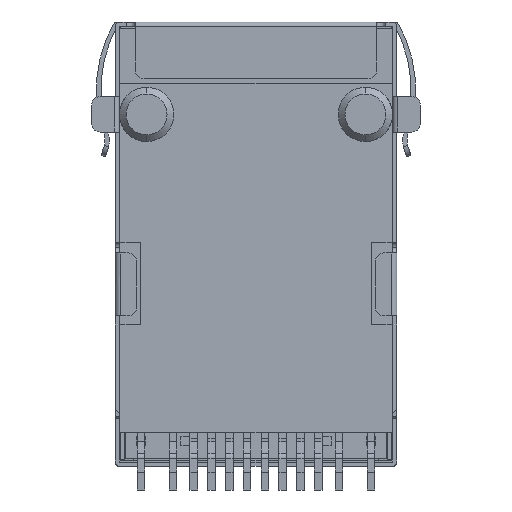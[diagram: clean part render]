
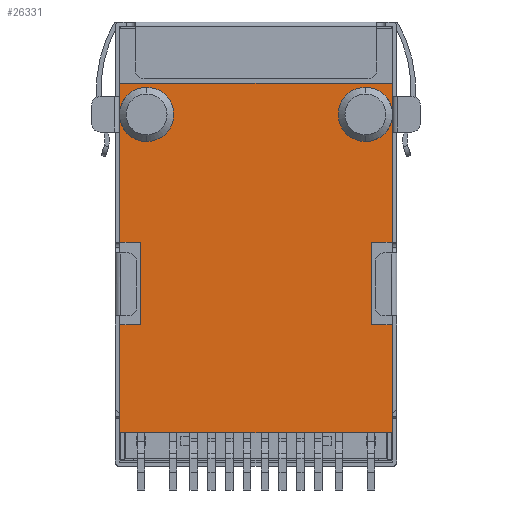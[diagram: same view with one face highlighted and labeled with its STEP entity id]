
A CAD part, front view. The second image highlights one B-rep face of the part: STEP entity #26331.
In plain terms, the highlighted planar face has unit normal (0, -1, 0).
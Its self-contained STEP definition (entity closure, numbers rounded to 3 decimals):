
#603=VECTOR ( 'NONE', #1455, 1000. );
#605=VECTOR ( 'NONE', #1328, 1000. );
#625=VECTOR ( 'NONE', #1310, 1000. );
#1310=DIRECTION ( 'NONE',  ( -1., 0., 0. ) );
#1315=DIRECTION ( 'NONE',  ( 0., -1., 0. ) );
#1328=DIRECTION ( 'NONE',  ( 1., 0., 0. ) );
#1329=DIRECTION ( 'NONE',  ( 0., 0., -1. ) );
#1339=DIRECTION ( 'NONE',  ( 0., 0., 1. ) );
#1347=DIRECTION ( 'NONE',  ( 0., 1., 0. ) );
#1455=DIRECTION ( 'NONE',  ( 1., 0., 0. ) );
#1531=DIRECTION ( 'NONE',  ( 0., 0., 1. ) );
#1854=DIRECTION ( 'NONE',  ( 0., -1., 0. ) );
#3478=EDGE_CURVE ( 'NONE', #30825, #5290, #22210, .T. );
#3479=EDGE_CURVE ( 'NONE', #30851, #30825, #22197, .T. );
#3480=EDGE_CURVE ( 'NONE', #30850, #30851, #22211, .T. );
#3481=EDGE_CURVE ( 'NONE', #30848, #30850, #22212, .T. );
#3482=EDGE_CURVE ( 'NONE', #30839, #30848, #22214, .T. );
#3483=EDGE_CURVE ( 'NONE', #30854, #30839, #22197, .T. );
#3484=EDGE_CURVE ( 'NONE', #30858, #30854, #22218, .T. );
#3485=EDGE_CURVE ( 'NONE', #30861, #30858, #22217, .T. );
#3486=EDGE_CURVE ( 'NONE', #30863, #30861, #22220, .T. );
#3487=EDGE_CURVE ( 'NONE', #30866, #30863, #22219, .T. );
#3488=EDGE_CURVE ( 'NONE', #30869, #30866, #22222, .T. );
#3489=EDGE_CURVE ( 'NONE', #5294, #30869, #22217, .T. );
#3490=EDGE_CURVE ( 'NONE', #5296, #5291, #22225, .T. );
#3491=EDGE_CURVE ( 'NONE', #30877, #5295, #22217, .T. );
#3492=EDGE_CURVE ( 'NONE', #30872, #30877, #22226, .T. );
#3493=EDGE_CURVE ( 'NONE', #30879, #30872, #22197, .T. );
#3494=EDGE_CURVE ( 'NONE', #5292, #30879, #22210, .T. );
#5290=VERTEX_POINT ( 'NONE', #9186 );
#5291=VERTEX_POINT ( 'NONE', #9187 );
#5292=VERTEX_POINT ( 'NONE', #9188 );
#5294=VERTEX_POINT ( 'NONE', #9190 );
#5295=VERTEX_POINT ( 'NONE', #9191 );
#5296=VERTEX_POINT ( 'NONE', #9192 );
#5419=CARTESIAN_POINT ( 'NONE',  ( -6.25, 0., 6.373 ) );
#6207=AXIS2_PLACEMENT_3D ( 'NONE', #5419, #1854, #1339 );
#6208=AXIS2_PLACEMENT_3D ( 'NONE', #13788, #1315, #1329 );
#8167=EDGE_CURVE ( 'NONE', #5290, #5292, #22210, .T. );
#8170=EDGE_CURVE ( 'NONE', #5291, #5294, #22225, .T. );
#8172=EDGE_CURVE ( 'NONE', #5295, #5296, #22225, .T. );
#8740=AXIS2_PLACEMENT_3D ( 'NONE', #9527, #1347, #1531 );
#9186=CARTESIAN_POINT ( 'NONE',  ( -6.25, 0., 4.823 ) );
#9187=CARTESIAN_POINT ( 'NONE',  ( 6.25, 0., 4.823 ) );
#9188=CARTESIAN_POINT ( 'NONE',  ( -6.25, 0., 7.923 ) );
#9190=CARTESIAN_POINT ( 'NONE',  ( 7.785, 0., 6.159 ) );
#9191=CARTESIAN_POINT ( 'NONE',  ( 7.785, 0., 6.587 ) );
#9192=CARTESIAN_POINT ( 'NONE',  ( 6.25, 0., 7.923 ) );
#9504=PLANE ( 'NONE',  #8740 );
#9527=CARTESIAN_POINT ( 'NONE',  ( -7.785, 0., 11.303 ) );
#10026=FACE_OUTER_BOUND ( 'NONE', #11739, .T. );
#10245=DIRECTION ( 'NONE',  ( 0., 0., 1. ) );
#11739=EDGE_LOOP ( 'NONE', ( #18713, #18708, #18704, #18702, #18701, #18700, #18699, #18698, #18697, #18696, #18695, #18693, #18692, #18691, #18688, #18687, #18681, #18680, #18678, #18677 ) );
#13770=CARTESIAN_POINT ( 'NONE',  ( -7.785, 0., -0.94 ) );
#13771=CARTESIAN_POINT ( 'NONE',  ( -6.591, 0., -0.94 ) );
#13772=CARTESIAN_POINT ( 'NONE',  ( -7.785, 0., -11.303 ) );
#13773=CARTESIAN_POINT ( 'NONE',  ( -7.785, 0., -5.639 ) );
#13774=DIRECTION ( 'NONE',  ( -1., 0., 0. ) );
#13776=DIRECTION ( 'NONE',  ( 0., 0., 1. ) );
#13777=CARTESIAN_POINT ( 'NONE',  ( 7.785, 0., -11.303 ) );
#13778=CARTESIAN_POINT ( 'NONE',  ( 6.591, 0., -0.94 ) );
#13779=CARTESIAN_POINT ( 'NONE',  ( -7.785, 0., -11.811 ) );
#13780=CARTESIAN_POINT ( 'NONE',  ( 7.785, 0., -0.94 ) );
#13781=DIRECTION ( 'NONE',  ( 0., 0., -1. ) );
#13784=CARTESIAN_POINT ( 'NONE',  ( 7.785, 0., -5.639 ) );
#13785=DIRECTION ( 'NONE',  ( 0., 0., -1. ) );
#13786=DIRECTION ( 'NONE',  ( -1., 0., 0. ) );
#13788=CARTESIAN_POINT ( 'NONE',  ( 6.25, 0., 6.373 ) );
#13790=CARTESIAN_POINT ( 'NONE',  ( -7.785, 0., 8.153 ) );
#18677=ORIENTED_EDGE ( 'NONE', *, *, #8167, .F. );
#18678=ORIENTED_EDGE ( 'NONE', *, *, #3494, .F. );
#18680=ORIENTED_EDGE ( 'NONE', *, *, #3493, .F. );
#18681=ORIENTED_EDGE ( 'NONE', *, *, #3492, .F. );
#18687=ORIENTED_EDGE ( 'NONE', *, *, #3491, .F. );
#18688=ORIENTED_EDGE ( 'NONE', *, *, #8172, .F. );
#18691=ORIENTED_EDGE ( 'NONE', *, *, #3490, .F. );
#18692=ORIENTED_EDGE ( 'NONE', *, *, #8170, .F. );
#18693=ORIENTED_EDGE ( 'NONE', *, *, #3489, .F. );
#18695=ORIENTED_EDGE ( 'NONE', *, *, #3488, .F. );
#18696=ORIENTED_EDGE ( 'NONE', *, *, #3487, .F. );
#18697=ORIENTED_EDGE ( 'NONE', *, *, #3486, .F. );
#18698=ORIENTED_EDGE ( 'NONE', *, *, #3485, .F. );
#18699=ORIENTED_EDGE ( 'NONE', *, *, #3484, .F. );
#18700=ORIENTED_EDGE ( 'NONE', *, *, #3483, .F. );
#18701=ORIENTED_EDGE ( 'NONE', *, *, #3482, .F. );
#18702=ORIENTED_EDGE ( 'NONE', *, *, #3481, .F. );
#18704=ORIENTED_EDGE ( 'NONE', *, *, #3480, .F. );
#18708=ORIENTED_EDGE ( 'NONE', *, *, #3479, .F. );
#18713=ORIENTED_EDGE ( 'NONE', *, *, #3478, .F. );
#22197=LINE ( 'NONE', #13772, #22213 );
#22210=CIRCLE ( 'NONE', #6207, 1.55 );
#22211=LINE ( 'NONE', #13770, #22215 );
#22212=LINE ( 'NONE', #13771, #22216 );
#22213=VECTOR ( 'NONE', #10245, 1000. );
#22214=LINE ( 'NONE', #13773, #605 );
#22215=VECTOR ( 'NONE', #13774, 1000. );
#22216=VECTOR ( 'NONE', #13776, 1000. );
#22217=LINE ( 'NONE', #13777, #22221 );
#22218=LINE ( 'NONE', #13779, #625 );
#22219=LINE ( 'NONE', #13778, #22223 );
#22220=LINE ( 'NONE', #13784, #603 );
#22221=VECTOR ( 'NONE', #13781, 1000. );
#22222=LINE ( 'NONE', #13780, #22224 );
#22223=VECTOR ( 'NONE', #13785, 1000. );
#22224=VECTOR ( 'NONE', #13786, 1000. );
#22225=CIRCLE ( 'NONE', #6208, 1.55 );
#22226=LINE ( 'NONE', #13790, #605 );
#26331=ADVANCED_FACE ( 'NONE', ( #10026 ), #9504, .F. );
#30825=VERTEX_POINT ( 'NONE', #32474 );
#30839=VERTEX_POINT ( 'NONE', #32480 );
#30848=VERTEX_POINT ( 'NONE', #32485 );
#30850=VERTEX_POINT ( 'NONE', #13771 );
#30851=VERTEX_POINT ( 'NONE', #13770 );
#30854=VERTEX_POINT ( 'NONE', #13779 );
#30858=VERTEX_POINT ( 'NONE', #32489 );
#30861=VERTEX_POINT ( 'NONE', #13784 );
#30863=VERTEX_POINT ( 'NONE', #32491 );
#30866=VERTEX_POINT ( 'NONE', #13778 );
#30869=VERTEX_POINT ( 'NONE', #32492 );
#30872=VERTEX_POINT ( 'NONE', #32493 );
#30877=VERTEX_POINT ( 'NONE', #32499 );
#30879=VERTEX_POINT ( 'NONE', #32500 );
#32474=CARTESIAN_POINT ( 'NONE',  ( -7.785, 0., 6.159 ) );
#32480=CARTESIAN_POINT ( 'NONE',  ( -7.785, 0., -5.639 ) );
#32485=CARTESIAN_POINT ( 'NONE',  ( -6.591, 0., -5.639 ) );
#32489=CARTESIAN_POINT ( 'NONE',  ( 7.785, 0., -11.811 ) );
#32491=CARTESIAN_POINT ( 'NONE',  ( 6.591, 0., -5.639 ) );
#32492=CARTESIAN_POINT ( 'NONE',  ( 7.785, 0., -0.94 ) );
#32493=CARTESIAN_POINT ( 'NONE',  ( -7.785, 0., 8.153 ) );
#32499=CARTESIAN_POINT ( 'NONE',  ( 7.785, 0., 8.153 ) );
#32500=CARTESIAN_POINT ( 'NONE',  ( -7.785, 0., 6.587 ) );
